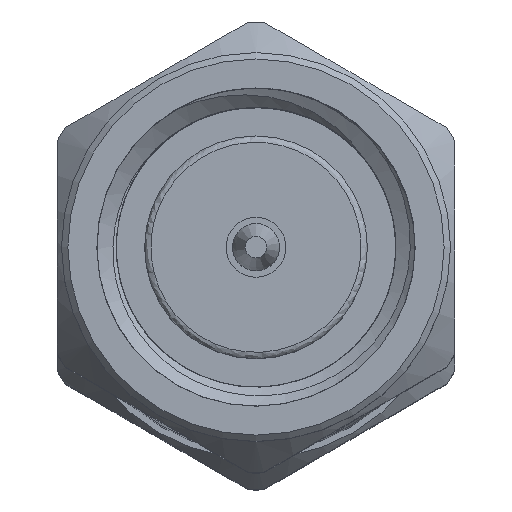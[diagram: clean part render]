
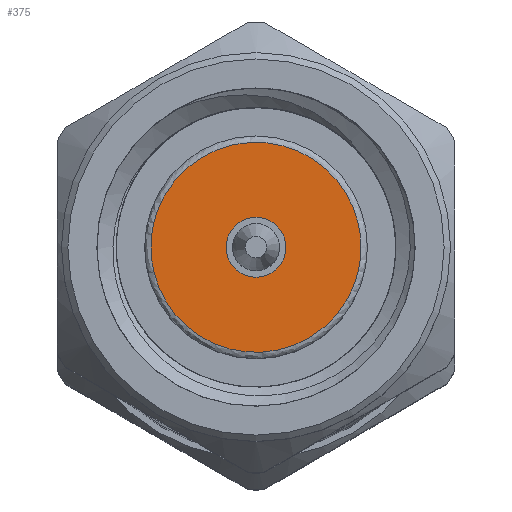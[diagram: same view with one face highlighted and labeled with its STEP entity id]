
A CAD part, top view. The second image highlights one B-rep face of the part: STEP entity #375.
In plain terms, the highlighted face is planar.
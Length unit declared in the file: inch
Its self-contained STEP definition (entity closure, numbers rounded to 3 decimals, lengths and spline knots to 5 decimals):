
#6 = CARTESIAN_POINT ( 'NONE',  ( 0.11, 0.04125, -0.07145 ) ) ;
#32 = AXIS2_PLACEMENT_3D ( 'NONE', #1002, #2403, #981 ) ;
#43 = CARTESIAN_POINT ( 'NONE',  ( 0.11, 0.04125, -0.07145 ) ) ;
#56 = EDGE_CURVE ( 'NONE', #2629, #2629, #3061, .T. ) ;
#128 = FACE_OUTER_BOUND ( 'NONE', #3641, .T. ) ;
#129 = PLANE ( 'NONE',  #32 ) ;
#252 = CARTESIAN_POINT ( 'NONE',  ( 0.11, -0.10164, -0.15395 ) ) ;
#257 = CARTESIAN_POINT ( 'NONE',  ( 0.11, -0.04125, 0.07145 ) ) ;
#288 = CARTESIAN_POINT ( 'NONE',  ( 0.11, -0.04125, 0.07145 ) ) ;
#366 = FACE_BOUND ( 'NONE', #2782, .T. ) ;
#375 = ADVANCED_FACE ( 'NONE', ( #366, #128 ), #129, .F. ) ;
#416 = CARTESIAN_POINT ( 'NONE',  ( 0.11, 0.01175, -0.02035 ) ) ;
#568 = CARTESIAN_POINT ( 'NONE',  ( 0.11, -0.18414, -0.01105 ) ) ;
#611 = VERTEX_POINT ( 'NONE', #43 ) ;
#795 = ORIENTED_EDGE ( 'NONE', *, *, #2435, .F. ) ;
#981 = DIRECTION ( 'NONE',  ( 0., 0.5, -0.866 ) ) ;
#1002 = CARTESIAN_POINT ( 'NONE',  ( 0.11, 0., 0. ) ) ;
#1005 = VERTEX_POINT ( 'NONE', #257 ) ;
#1370 = EDGE_CURVE ( 'NONE', #1005, #611, #2151, .T. ) ;
#2151 =( BOUNDED_CURVE ( )  B_SPLINE_CURVE ( 3, ( #2297, #568, #252, #6 ),
 .UNSPECIFIED., .F., .T. ) 
 B_SPLINE_CURVE_WITH_KNOTS ( ( 4, 4 ),
 ( 0., 1. ),
 .UNSPECIFIED. ) 
 CURVE ( )  GEOMETRIC_REPRESENTATION_ITEM ( )  RATIONAL_B_SPLINE_CURVE ( ( 1., 0.333, 0.333, 1. ) ) 
 REPRESENTATION_ITEM ( '' )  );
#2273 =( BOUNDED_CURVE ( )  B_SPLINE_CURVE ( 3, ( #3430, #2601, #2872, #288 ),
 .UNSPECIFIED., .F., .F. ) 
 B_SPLINE_CURVE_WITH_KNOTS ( ( 4, 4 ),
 ( 0., 1. ),
 .UNSPECIFIED. ) 
 CURVE ( )  GEOMETRIC_REPRESENTATION_ITEM ( )  RATIONAL_B_SPLINE_CURVE ( ( 1., 0.333, 0.333, 1. ) ) 
 REPRESENTATION_ITEM ( '' )  );
#2297 = CARTESIAN_POINT ( 'NONE',  ( 0.11, -0.04125, 0.07145 ) ) ;
#2403 = DIRECTION ( 'NONE',  ( 1., 0., 0. ) ) ;
#2435 = EDGE_CURVE ( 'NONE', #611, #1005, #2273, .T. ) ;
#2601 = CARTESIAN_POINT ( 'NONE',  ( 0.11, 0.18414, 0.01105 ) ) ;
#2629 = VERTEX_POINT ( 'NONE', #416 ) ;
#2782 = EDGE_LOOP ( 'NONE', ( #3669 ) ) ;
#2872 = CARTESIAN_POINT ( 'NONE',  ( 0.11, 0.10164, 0.15395 ) ) ;
#3061 = CIRCLE ( 'NONE', #3698, 0.0235 ) ;
#3135 = CARTESIAN_POINT ( 'NONE',  ( 0.11, 0., 0. ) ) ;
#3149 = DIRECTION ( 'NONE',  ( -1., 0., 0. ) ) ;
#3430 = CARTESIAN_POINT ( 'NONE',  ( 0.11, 0.04125, -0.07145 ) ) ;
#3448 = ORIENTED_EDGE ( 'NONE', *, *, #1370, .F. ) ;
#3641 = EDGE_LOOP ( 'NONE', ( #795, #3448 ) ) ;
#3662 = DIRECTION ( 'NONE',  ( 0., 0.5, -0.866 ) ) ;
#3669 = ORIENTED_EDGE ( 'NONE', *, *, #56, .F. ) ;
#3698 = AXIS2_PLACEMENT_3D ( 'NONE', #3135, #3149, #3662 ) ;
